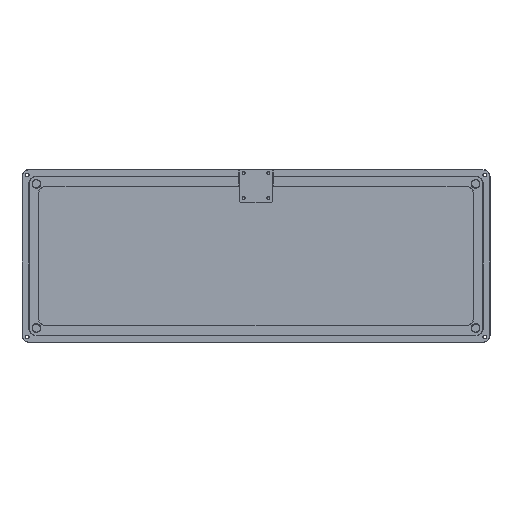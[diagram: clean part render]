
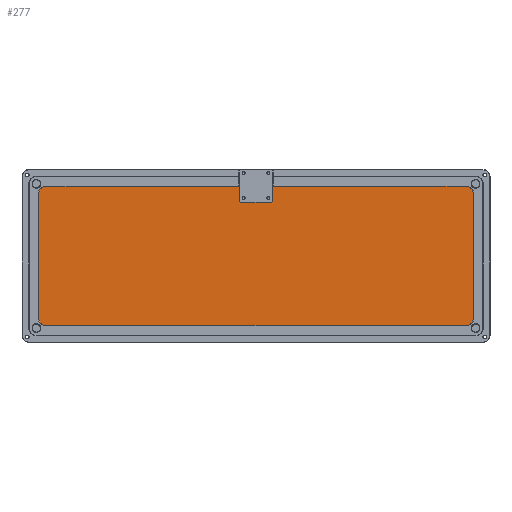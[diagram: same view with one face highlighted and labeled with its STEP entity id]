
A CAD part, top view. The second image highlights one B-rep face of the part: STEP entity #277.
In plain terms, the highlighted planar face has unit normal (0, 0, 1).
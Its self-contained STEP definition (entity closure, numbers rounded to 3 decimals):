
#64 = VERTEX_POINT('',#65);
#65 = CARTESIAN_POINT('',(-9.5,39.5,14.));
#71 = EDGE_CURVE('',#72,#64,#74,.T.);
#72 = VERTEX_POINT('',#73);
#73 = CARTESIAN_POINT('',(-9.5,39.3,14.));
#74 = LINE('',#75,#76);
#75 = CARTESIAN_POINT('',(-9.5,20.844,14.));
#76 = VECTOR('',#77,1.);
#77 = DIRECTION('',(0.,1.,0.));
#79 = EDGE_CURVE('',#72,#80,#82,.T.);
#80 = VERTEX_POINT('',#81);
#81 = CARTESIAN_POINT('',(-9.5,31.3,14.));
#82 = LINE('',#83,#84);
#83 = CARTESIAN_POINT('',(-9.5,48.8,14.));
#84 = VECTOR('',#85,1.);
#85 = DIRECTION('',(0.,-1.,0.));
#225 = EDGE_CURVE('',#80,#226,#228,.T.);
#226 = VERTEX_POINT('',#227);
#227 = CARTESIAN_POINT('',(-8.5,30.3,14.));
#228 = CIRCLE('',#229,1.);
#229 = AXIS2_PLACEMENT_3D('',#230,#231,#232);
#230 = CARTESIAN_POINT('',(-8.5,31.3,14.));
#231 = DIRECTION('',(0.,-0.,1.));
#232 = DIRECTION('',(0.,1.,0.));
#277 = ADVANCED_FACE('',(#278),#406,.T.);
#278 = FACE_BOUND('',#279,.T.);
#279 = EDGE_LOOP('',(#280,#290,#299,#307,#316,#324,#333,#341,#350,#358,
    #366,#374,#382,#391,#397,#398,#399,#400));
#280 = ORIENTED_EDGE('',*,*,#281,.T.);
#281 = EDGE_CURVE('',#282,#284,#286,.T.);
#282 = VERTEX_POINT('',#283);
#283 = CARTESIAN_POINT('',(-9.7,39.3,14.));
#284 = VERTEX_POINT('',#285);
#285 = CARTESIAN_POINT('',(-118.65,39.3,14.));
#286 = LINE('',#287,#288);
#287 = CARTESIAN_POINT('',(118.65,39.3,14.));
#288 = VECTOR('',#289,1.);
#289 = DIRECTION('',(-1.,0.,0.));
#290 = ORIENTED_EDGE('',*,*,#291,.T.);
#291 = EDGE_CURVE('',#284,#292,#294,.T.);
#292 = VERTEX_POINT('',#293);
#293 = CARTESIAN_POINT('',(-122.65,35.3,14.));
#294 = CIRCLE('',#295,4.);
#295 = AXIS2_PLACEMENT_3D('',#296,#297,#298);
#296 = CARTESIAN_POINT('',(-118.65,35.3,14.));
#297 = DIRECTION('',(0.,0.,1.));
#298 = DIRECTION('',(1.,0.,0.));
#299 = ORIENTED_EDGE('',*,*,#300,.T.);
#300 = EDGE_CURVE('',#292,#301,#303,.T.);
#301 = VERTEX_POINT('',#302);
#302 = CARTESIAN_POINT('',(-122.65,-35.3,14.));
#303 = LINE('',#304,#305);
#304 = CARTESIAN_POINT('',(-122.65,35.3,14.));
#305 = VECTOR('',#306,1.);
#306 = DIRECTION('',(0.,-1.,0.));
#307 = ORIENTED_EDGE('',*,*,#308,.T.);
#308 = EDGE_CURVE('',#301,#309,#311,.T.);
#309 = VERTEX_POINT('',#310);
#310 = CARTESIAN_POINT('',(-118.65,-39.3,14.));
#311 = CIRCLE('',#312,4.);
#312 = AXIS2_PLACEMENT_3D('',#313,#314,#315);
#313 = CARTESIAN_POINT('',(-118.65,-35.3,14.));
#314 = DIRECTION('',(0.,0.,1.));
#315 = DIRECTION('',(1.,0.,0.));
#316 = ORIENTED_EDGE('',*,*,#317,.T.);
#317 = EDGE_CURVE('',#309,#318,#320,.T.);
#318 = VERTEX_POINT('',#319);
#319 = CARTESIAN_POINT('',(118.65,-39.3,14.));
#320 = LINE('',#321,#322);
#321 = CARTESIAN_POINT('',(-118.65,-39.3,14.));
#322 = VECTOR('',#323,1.);
#323 = DIRECTION('',(1.,0.,0.));
#324 = ORIENTED_EDGE('',*,*,#325,.T.);
#325 = EDGE_CURVE('',#318,#326,#328,.T.);
#326 = VERTEX_POINT('',#327);
#327 = CARTESIAN_POINT('',(122.65,-35.3,14.));
#328 = CIRCLE('',#329,4.);
#329 = AXIS2_PLACEMENT_3D('',#330,#331,#332);
#330 = CARTESIAN_POINT('',(118.65,-35.3,14.));
#331 = DIRECTION('',(0.,0.,1.));
#332 = DIRECTION('',(1.,0.,0.));
#333 = ORIENTED_EDGE('',*,*,#334,.T.);
#334 = EDGE_CURVE('',#326,#335,#337,.T.);
#335 = VERTEX_POINT('',#336);
#336 = CARTESIAN_POINT('',(122.65,35.3,14.));
#337 = LINE('',#338,#339);
#338 = CARTESIAN_POINT('',(122.65,-35.3,14.));
#339 = VECTOR('',#340,1.);
#340 = DIRECTION('',(0.,1.,0.));
#341 = ORIENTED_EDGE('',*,*,#342,.T.);
#342 = EDGE_CURVE('',#335,#343,#345,.T.);
#343 = VERTEX_POINT('',#344);
#344 = CARTESIAN_POINT('',(118.65,39.3,14.));
#345 = CIRCLE('',#346,4.);
#346 = AXIS2_PLACEMENT_3D('',#347,#348,#349);
#347 = CARTESIAN_POINT('',(118.65,35.3,14.));
#348 = DIRECTION('',(0.,0.,1.));
#349 = DIRECTION('',(1.,0.,0.));
#350 = ORIENTED_EDGE('',*,*,#351,.T.);
#351 = EDGE_CURVE('',#343,#352,#354,.T.);
#352 = VERTEX_POINT('',#353);
#353 = CARTESIAN_POINT('',(9.7,39.3,14.));
#354 = LINE('',#355,#356);
#355 = CARTESIAN_POINT('',(118.65,39.3,14.));
#356 = VECTOR('',#357,1.);
#357 = DIRECTION('',(-1.,0.,0.));
#358 = ORIENTED_EDGE('',*,*,#359,.F.);
#359 = EDGE_CURVE('',#360,#352,#362,.T.);
#360 = VERTEX_POINT('',#361);
#361 = CARTESIAN_POINT('',(9.5,39.5,14.));
#362 = LINE('',#363,#364);
#363 = CARTESIAN_POINT('',(17.05,31.95,14.));
#364 = VECTOR('',#365,1.);
#365 = DIRECTION('',(0.707,-0.707,0.));
#366 = ORIENTED_EDGE('',*,*,#367,.F.);
#367 = EDGE_CURVE('',#368,#360,#370,.T.);
#368 = VERTEX_POINT('',#369);
#369 = CARTESIAN_POINT('',(9.5,39.3,14.));
#370 = LINE('',#371,#372);
#371 = CARTESIAN_POINT('',(9.5,20.844,14.));
#372 = VECTOR('',#373,1.);
#373 = DIRECTION('',(0.,1.,0.));
#374 = ORIENTED_EDGE('',*,*,#375,.F.);
#375 = EDGE_CURVE('',#376,#368,#378,.T.);
#376 = VERTEX_POINT('',#377);
#377 = CARTESIAN_POINT('',(9.5,31.3,14.));
#378 = LINE('',#379,#380);
#379 = CARTESIAN_POINT('',(9.5,30.3,14.));
#380 = VECTOR('',#381,1.);
#381 = DIRECTION('',(0.,1.,0.));
#382 = ORIENTED_EDGE('',*,*,#383,.T.);
#383 = EDGE_CURVE('',#376,#384,#386,.T.);
#384 = VERTEX_POINT('',#385);
#385 = CARTESIAN_POINT('',(8.5,30.3,14.));
#386 = CIRCLE('',#387,1.);
#387 = AXIS2_PLACEMENT_3D('',#388,#389,#390);
#388 = CARTESIAN_POINT('',(8.5,31.3,14.));
#389 = DIRECTION('',(0.,0.,-1.));
#390 = DIRECTION('',(0.,1.,0.));
#391 = ORIENTED_EDGE('',*,*,#392,.F.);
#392 = EDGE_CURVE('',#226,#384,#393,.T.);
#393 = LINE('',#394,#395);
#394 = CARTESIAN_POINT('',(-9.5,30.3,14.));
#395 = VECTOR('',#396,1.);
#396 = DIRECTION('',(1.,0.,0.));
#397 = ORIENTED_EDGE('',*,*,#225,.F.);
#398 = ORIENTED_EDGE('',*,*,#79,.F.);
#399 = ORIENTED_EDGE('',*,*,#71,.T.);
#400 = ORIENTED_EDGE('',*,*,#401,.T.);
#401 = EDGE_CURVE('',#64,#282,#402,.T.);
#402 = LINE('',#403,#404);
#403 = CARTESIAN_POINT('',(-17.05,31.95,14.));
#404 = VECTOR('',#405,1.);
#405 = DIRECTION('',(-0.707,-0.707,0.));
#406 = PLANE('',#407);
#407 = AXIS2_PLACEMENT_3D('',#408,#409,#410);
#408 = CARTESIAN_POINT('',(0.,0.,14.));
#409 = DIRECTION('',(0.,0.,1.));
#410 = DIRECTION('',(1.,0.,0.));
